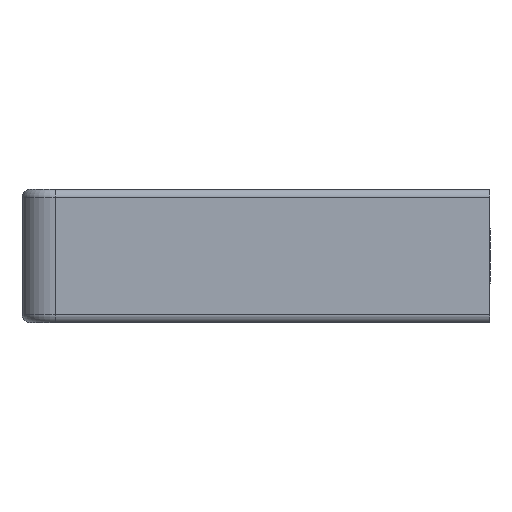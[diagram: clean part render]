
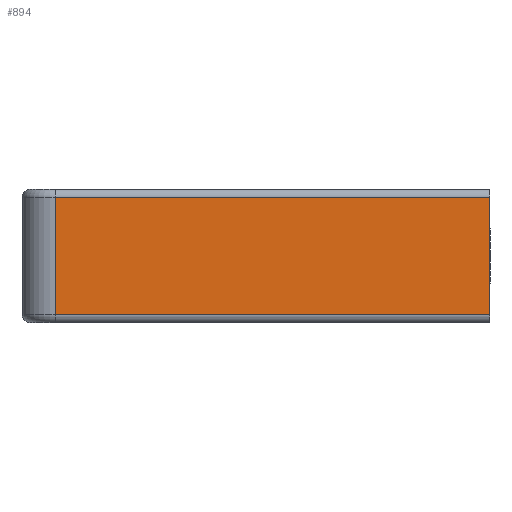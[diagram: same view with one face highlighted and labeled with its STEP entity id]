
A CAD part, left-side view. The second image highlights one B-rep face of the part: STEP entity #894.
In plain terms, the highlighted planar face has unit normal (-1, 0, 0).
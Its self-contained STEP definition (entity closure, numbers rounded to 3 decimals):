
#4 = LINE ( 'NONE', #602, #716 ) ;
#24 = VECTOR ( 'NONE', #948, 1000. ) ;
#49 = VERTEX_POINT ( 'NONE', #542 ) ;
#54 = VERTEX_POINT ( 'NONE', #921 ) ;
#84 = DIRECTION ( 'NONE',  ( 0., 0., -1. ) ) ;
#183 = ORIENTED_EDGE ( 'NONE', *, *, #774, .T. ) ;
#184 = DIRECTION ( 'NONE',  ( 0., 0., -1. ) ) ;
#246 = VERTEX_POINT ( 'NONE', #704 ) ;
#272 = FACE_OUTER_BOUND ( 'NONE', #285, .T. ) ;
#285 = EDGE_LOOP ( 'NONE', ( #183, #702, #375, #348 ) ) ;
#304 = EDGE_CURVE ( 'NONE', #246, #54, #322, .T. ) ;
#322 = LINE ( 'NONE', #826, #511 ) ;
#337 = AXIS2_PLACEMENT_3D ( 'NONE', #721, #422, #184 ) ;
#348 = ORIENTED_EDGE ( 'NONE', *, *, #552, .T. ) ;
#369 = CARTESIAN_POINT ( 'NONE',  ( -68.5, 26., 3.5 ) ) ;
#373 = EDGE_CURVE ( 'NONE', #49, #54, #4, .T. ) ;
#375 = ORIENTED_EDGE ( 'NONE', *, *, #304, .F. ) ;
#418 = PLANE ( 'NONE',  #337 ) ;
#422 = DIRECTION ( 'NONE',  ( 1., 0., 0. ) ) ;
#451 = VECTOR ( 'NONE', #84, 1000. ) ;
#465 = VERTEX_POINT ( 'NONE', #369 ) ;
#511 = VECTOR ( 'NONE', #982, 1000. ) ;
#519 = DIRECTION ( 'NONE',  ( 0., -1., 0. ) ) ;
#542 = CARTESIAN_POINT ( 'NONE',  ( -68.5, 26., -3.5 ) ) ;
#552 = EDGE_CURVE ( 'NONE', #246, #465, #818, .T. ) ;
#602 = CARTESIAN_POINT ( 'NONE',  ( -68.5, 28., -3.5 ) ) ;
#667 = LINE ( 'NONE', #748, #451 ) ;
#702 = ORIENTED_EDGE ( 'NONE', *, *, #373, .T. ) ;
#704 = CARTESIAN_POINT ( 'NONE',  ( -68.5, 0., 3.5 ) ) ;
#716 = VECTOR ( 'NONE', #519, 1000. ) ;
#721 = CARTESIAN_POINT ( 'NONE',  ( -68.5, 28., 4. ) ) ;
#748 = CARTESIAN_POINT ( 'NONE',  ( -68.5, 26., 4. ) ) ;
#774 = EDGE_CURVE ( 'NONE', #465, #49, #667, .T. ) ;
#818 = LINE ( 'NONE', #874, #24 ) ;
#826 = CARTESIAN_POINT ( 'NONE',  ( -68.5, 0., 4. ) ) ;
#874 = CARTESIAN_POINT ( 'NONE',  ( -68.5, 26., 3.5 ) ) ;
#894 = ADVANCED_FACE ( 'NONE', ( #272 ), #418, .F. ) ;
#921 = CARTESIAN_POINT ( 'NONE',  ( -68.5, 0., -3.5 ) ) ;
#948 = DIRECTION ( 'NONE',  ( 0., 1., 0. ) ) ;
#982 = DIRECTION ( 'NONE',  ( 0., 0., -1. ) ) ;
